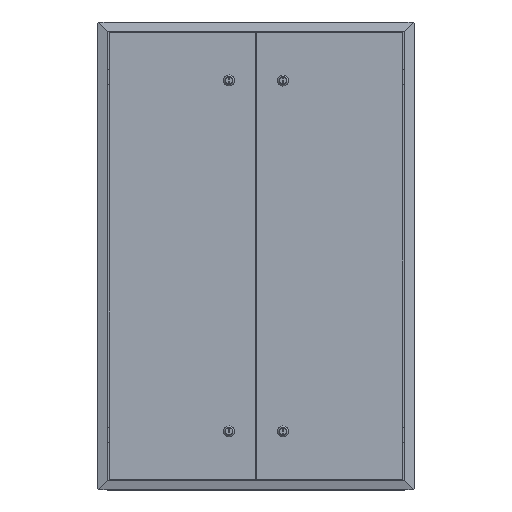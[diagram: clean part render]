
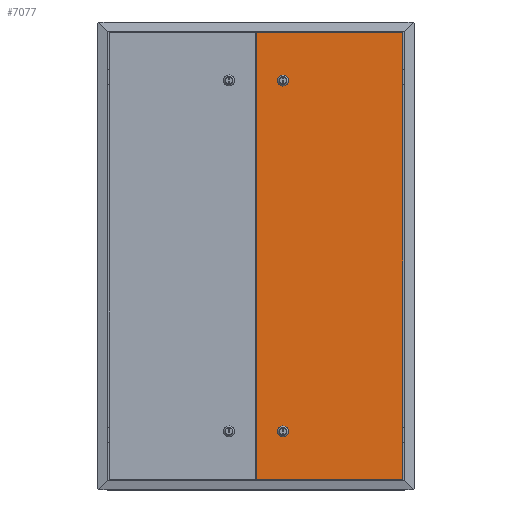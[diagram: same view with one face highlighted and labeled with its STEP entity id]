
A CAD part, top view. The second image highlights one B-rep face of the part: STEP entity #7077.
In plain terms, the highlighted planar face has unit normal (0, 0, 1).
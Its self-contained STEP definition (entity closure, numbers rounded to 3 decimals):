
#387 = EDGE_CURVE ( 'NONE', #24478, #14496, #27846, .T. ) ;
#401 = PLANE ( 'NONE',  #5681 ) ;
#613 = AXIS2_PLACEMENT_3D ( 'NONE', #21413, #12716, #4602 ) ;
#758 = EDGE_CURVE ( 'NONE', #14079, #11713, #34001, .T. ) ;
#827 = FACE_BOUND ( 'NONE', #33279, .T. ) ;
#1221 = DIRECTION ( 'NONE',  ( 1., 0., 0. ) ) ;
#1397 = CIRCLE ( 'NONE', #613, 11.5 ) ;
#1508 = LINE ( 'NONE', #29560, #2409 ) ;
#1809 = ORIENTED_EDGE ( 'NONE', *, *, #18630, .T. ) ;
#2251 = DIRECTION ( 'NONE',  ( 0., -1., 0. ) ) ;
#2409 = VECTOR ( 'NONE', #4234, 1000. ) ;
#4177 = CARTESIAN_POINT ( 'NONE',  ( -153., -467.5, 0. ) ) ;
#4234 = DIRECTION ( 'NONE',  ( -1., 0., 0. ) ) ;
#4602 = DIRECTION ( 'NONE',  ( 1., 0., 0. ) ) ;
#4844 = LINE ( 'NONE', #8733, #25974 ) ;
#4855 = AXIS2_PLACEMENT_3D ( 'NONE', #25013, #5486, #13447 ) ;
#5486 = DIRECTION ( 'NONE',  ( 0., 0., -1. ) ) ;
#5502 = CIRCLE ( 'NONE', #4855, 11.5 ) ;
#5681 = AXIS2_PLACEMENT_3D ( 'NONE', #10605, #5920, #10837 ) ;
#5889 = DIRECTION ( 'NONE',  ( 0., 1., 0. ) ) ;
#5920 = DIRECTION ( 'NONE',  ( 0., 0., 1. ) ) ;
#6314 = CARTESIAN_POINT ( 'NONE',  ( 153., 467.5, 0. ) ) ;
#7077 = ADVANCED_FACE ( 'NONE', ( #29876, #827, #7432 ), #401, .T. ) ;
#7432 = FACE_OUTER_BOUND ( 'NONE', #27810, .T. ) ;
#7451 = AXIS2_PLACEMENT_3D ( 'NONE', #29268, #24081, #1221 ) ;
#8342 = AXIS2_PLACEMENT_3D ( 'NONE', #13032, #32719, #18445 ) ;
#8733 = CARTESIAN_POINT ( 'NONE',  ( 153., 467.5, 0. ) ) ;
#8869 = VERTEX_POINT ( 'NONE', #17916 ) ;
#9660 = ORIENTED_EDGE ( 'NONE', *, *, #758, .F. ) ;
#10605 = CARTESIAN_POINT ( 'NONE',  ( 0., 0., 0. ) ) ;
#10837 = DIRECTION ( 'NONE',  ( 1., 0., 0. ) ) ;
#11713 = VERTEX_POINT ( 'NONE', #12735 ) ;
#12109 = EDGE_CURVE ( 'NONE', #11713, #14079, #1397, .T. ) ;
#12641 = VECTOR ( 'NONE', #26794, 1000. ) ;
#12716 = DIRECTION ( 'NONE',  ( 0., 0., 1. ) ) ;
#12735 = CARTESIAN_POINT ( 'NONE',  ( -86.5, 367.5, 0. ) ) ;
#13032 = CARTESIAN_POINT ( 'NONE',  ( -98., -367.5, 0. ) ) ;
#13447 = DIRECTION ( 'NONE',  ( 1., 0., 0. ) ) ;
#14079 = VERTEX_POINT ( 'NONE', #17897 ) ;
#14260 = ORIENTED_EDGE ( 'NONE', *, *, #22813, .T. ) ;
#14496 = VERTEX_POINT ( 'NONE', #31058 ) ;
#15639 = EDGE_CURVE ( 'NONE', #30864, #24478, #1508, .T. ) ;
#17375 = EDGE_CURVE ( 'NONE', #31274, #8869, #21156, .T. ) ;
#17897 = CARTESIAN_POINT ( 'NONE',  ( -109.5, 367.5, 0. ) ) ;
#17916 = CARTESIAN_POINT ( 'NONE',  ( -86.5, -367.5, 0. ) ) ;
#18445 = DIRECTION ( 'NONE',  ( 1., 0., 0. ) ) ;
#18630 = EDGE_CURVE ( 'NONE', #20539, #30864, #4844, .T. ) ;
#19943 = ORIENTED_EDGE ( 'NONE', *, *, #12109, .F. ) ;
#20539 = VERTEX_POINT ( 'NONE', #25722 ) ;
#21156 = CIRCLE ( 'NONE', #8342, 11.5 ) ;
#21413 = CARTESIAN_POINT ( 'NONE',  ( -98., 367.5, 0. ) ) ;
#22127 = CARTESIAN_POINT ( 'NONE',  ( -153., 467.5, 0. ) ) ;
#22813 = EDGE_CURVE ( 'NONE', #14496, #20539, #28501, .T. ) ;
#23405 = VECTOR ( 'NONE', #2251, 1000. ) ;
#24081 = DIRECTION ( 'NONE',  ( 0., 0., 1. ) ) ;
#24478 = VERTEX_POINT ( 'NONE', #32782 ) ;
#25013 = CARTESIAN_POINT ( 'NONE',  ( -98., -367.5, 0. ) ) ;
#25722 = CARTESIAN_POINT ( 'NONE',  ( 153., -467.5, 0. ) ) ;
#25974 = VECTOR ( 'NONE', #5889, 1000. ) ;
#26794 = DIRECTION ( 'NONE',  ( 1., 0., 0. ) ) ;
#27810 = EDGE_LOOP ( 'NONE', ( #34715, #14260, #1809, #33211 ) ) ;
#27846 = LINE ( 'NONE', #22127, #23405 ) ;
#28501 = LINE ( 'NONE', #4177, #12641 ) ;
#28807 = EDGE_LOOP ( 'NONE', ( #32606, #33455 ) ) ;
#29268 = CARTESIAN_POINT ( 'NONE',  ( -98., 367.5, 0. ) ) ;
#29560 = CARTESIAN_POINT ( 'NONE',  ( -153., 467.5, 0. ) ) ;
#29876 = FACE_BOUND ( 'NONE', #28807, .T. ) ;
#30551 = EDGE_CURVE ( 'NONE', #8869, #31274, #5502, .T. ) ;
#30864 = VERTEX_POINT ( 'NONE', #6314 ) ;
#31058 = CARTESIAN_POINT ( 'NONE',  ( -153., -467.5, 0. ) ) ;
#31274 = VERTEX_POINT ( 'NONE', #34686 ) ;
#32606 = ORIENTED_EDGE ( 'NONE', *, *, #30551, .T. ) ;
#32719 = DIRECTION ( 'NONE',  ( 0., 0., -1. ) ) ;
#32782 = CARTESIAN_POINT ( 'NONE',  ( -153., 467.5, 0. ) ) ;
#33211 = ORIENTED_EDGE ( 'NONE', *, *, #15639, .T. ) ;
#33279 = EDGE_LOOP ( 'NONE', ( #19943, #9660 ) ) ;
#33455 = ORIENTED_EDGE ( 'NONE', *, *, #17375, .T. ) ;
#34001 = CIRCLE ( 'NONE', #7451, 11.5 ) ;
#34686 = CARTESIAN_POINT ( 'NONE',  ( -109.5, -367.5, 0. ) ) ;
#34715 = ORIENTED_EDGE ( 'NONE', *, *, #387, .T. ) ;
